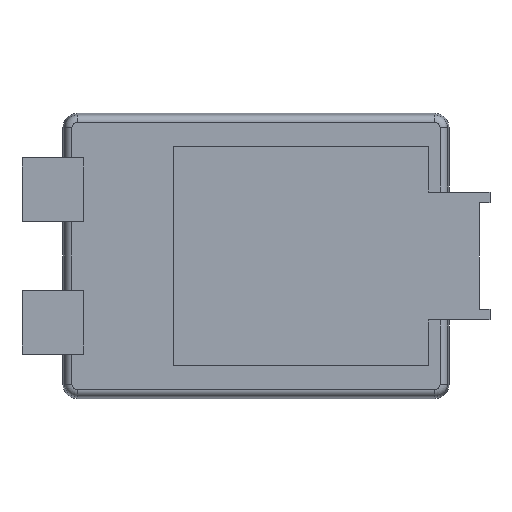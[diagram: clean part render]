
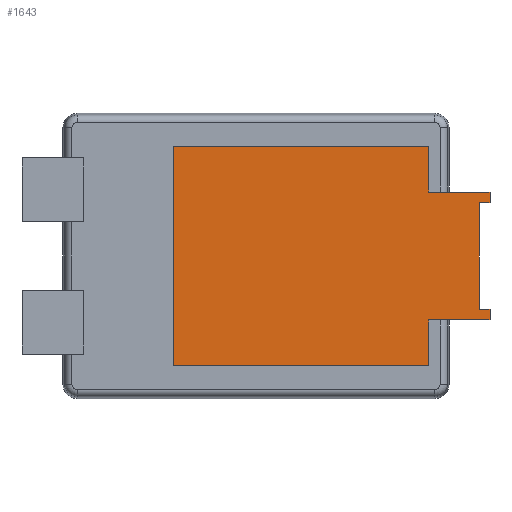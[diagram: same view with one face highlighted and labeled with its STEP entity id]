
A CAD part, front view. The second image highlights one B-rep face of the part: STEP entity #1643.
In plain terms, the highlighted planar face has unit normal (0, -1, 0).
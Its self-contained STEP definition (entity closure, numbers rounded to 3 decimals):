
#20 = EDGE_CURVE ( 'NONE', #832, #2049, #3344, .T. ) ;
#51 = LINE ( 'NONE', #2946, #1555 ) ;
#115 = ORIENTED_EDGE ( 'NONE', *, *, #2116, .T. ) ;
#126 = LINE ( 'NONE', #2252, #3094 ) ;
#145 = VERTEX_POINT ( 'NONE', #2423 ) ;
#209 = ORIENTED_EDGE ( 'NONE', *, *, #2400, .T. ) ;
#243 = CARTESIAN_POINT ( 'NONE',  ( 3.255, 0., -0.89 ) ) ;
#302 = VERTEX_POINT ( 'NONE', #2347 ) ;
#413 = EDGE_CURVE ( 'NONE', #145, #1597, #2695, .T. ) ;
#481 = DIRECTION ( 'NONE',  ( 0., 0., -1. ) ) ;
#576 = CARTESIAN_POINT ( 'NONE',  ( 3.106, 0., -0.741 ) ) ;
#588 = DIRECTION ( 'NONE',  ( 0., 0., 1. ) ) ;
#622 = DIRECTION ( 'NONE',  ( 0., -1., 0. ) ) ;
#689 = ORIENTED_EDGE ( 'NONE', *, *, #2530, .T. ) ;
#717 = LINE ( 'NONE', #1140, #1005 ) ;
#718 = DIRECTION ( 'NONE',  ( 1., 0., 0. ) ) ;
#766 = CARTESIAN_POINT ( 'NONE',  ( -1.144, 0., 1.527 ) ) ;
#823 = EDGE_CURVE ( 'NONE', #1013, #832, #2732, .T. ) ;
#832 = VERTEX_POINT ( 'NONE', #1406 ) ;
#842 = EDGE_CURVE ( 'NONE', #2049, #302, #717, .T. ) ;
#980 = ORIENTED_EDGE ( 'NONE', *, *, #3538, .T. ) ;
#1005 = VECTOR ( 'NONE', #2602, 1000. ) ;
#1013 = VERTEX_POINT ( 'NONE', #243 ) ;
#1048 = EDGE_CURVE ( 'NONE', #302, #3150, #1803, .T. ) ;
#1092 = CARTESIAN_POINT ( 'NONE',  ( 2.405, 0., 1.527 ) ) ;
#1107 = EDGE_CURVE ( 'NONE', #1931, #3722, #126, .T. ) ;
#1113 = ORIENTED_EDGE ( 'NONE', *, *, #2541, .T. ) ;
#1136 = VECTOR ( 'NONE', #1361, 1000. ) ;
#1140 = CARTESIAN_POINT ( 'NONE',  ( 3.106, 0., -0.741 ) ) ;
#1166 = DIRECTION ( 'NONE',  ( 1., 0., 0. ) ) ;
#1343 = LINE ( 'NONE', #2318, #2931 ) ;
#1345 = ORIENTED_EDGE ( 'NONE', *, *, #413, .T. ) ;
#1361 = DIRECTION ( 'NONE',  ( -1., 0., 0. ) ) ;
#1406 = CARTESIAN_POINT ( 'NONE',  ( 3.255, 0., -0.741 ) ) ;
#1425 = EDGE_CURVE ( 'NONE', #2755, #145, #3418, .T. ) ;
#1555 = VECTOR ( 'NONE', #3227, 1000. ) ;
#1582 = DIRECTION ( 'NONE',  ( 0., 0., 1. ) ) ;
#1597 = VERTEX_POINT ( 'NONE', #3624 ) ;
#1643 = ADVANCED_FACE ( 'NONE', ( #2909 ), #3729, .T. ) ;
#1788 = DIRECTION ( 'NONE',  ( -1., 0., 0. ) ) ;
#1803 = LINE ( 'NONE', #3346, #3174 ) ;
#1817 = CARTESIAN_POINT ( 'NONE',  ( 3.255, 0., -0.741 ) ) ;
#1903 = LINE ( 'NONE', #1092, #1136 ) ;
#1931 = VERTEX_POINT ( 'NONE', #3293 ) ;
#1939 = ORIENTED_EDGE ( 'NONE', *, *, #1107, .T. ) ;
#1973 = VERTEX_POINT ( 'NONE', #2495 ) ;
#2049 = VERTEX_POINT ( 'NONE', #576 ) ;
#2116 = EDGE_CURVE ( 'NONE', #3722, #2755, #1903, .T. ) ;
#2140 = ORIENTED_EDGE ( 'NONE', *, *, #842, .T. ) ;
#2252 = CARTESIAN_POINT ( 'NONE',  ( 2.405, 0., 0.89 ) ) ;
#2276 = CARTESIAN_POINT ( 'NONE',  ( 0., 0., 0. ) ) ;
#2290 = VECTOR ( 'NONE', #1788, 1000. ) ;
#2318 = CARTESIAN_POINT ( 'NONE',  ( 2.405, 0., -0.89 ) ) ;
#2347 = CARTESIAN_POINT ( 'NONE',  ( 3.106, 0., 0.741 ) ) ;
#2378 = EDGE_LOOP ( 'NONE', ( #1939, #115, #2419, #1345, #209, #689, #2619, #3316, #2140, #3250, #980, #1113 ) ) ;
#2400 = EDGE_CURVE ( 'NONE', #1597, #1973, #2681, .T. ) ;
#2409 = CARTESIAN_POINT ( 'NONE',  ( 3.255, 0., 0.89 ) ) ;
#2419 = ORIENTED_EDGE ( 'NONE', *, *, #1425, .T. ) ;
#2423 = CARTESIAN_POINT ( 'NONE',  ( -1.144, 0., -1.527 ) ) ;
#2478 = CARTESIAN_POINT ( 'NONE',  ( 2.405, 0., 1.527 ) ) ;
#2495 = CARTESIAN_POINT ( 'NONE',  ( 2.405, 0., -0.89 ) ) ;
#2530 = EDGE_CURVE ( 'NONE', #1973, #1013, #1343, .T. ) ;
#2541 = EDGE_CURVE ( 'NONE', #3641, #1931, #51, .T. ) ;
#2547 = CARTESIAN_POINT ( 'NONE',  ( -1.144, 0., 1.527 ) ) ;
#2602 = DIRECTION ( 'NONE',  ( 0., 0., 1. ) ) ;
#2619 = ORIENTED_EDGE ( 'NONE', *, *, #823, .T. ) ;
#2621 = DIRECTION ( 'NONE',  ( 0., 0., -1. ) ) ;
#2663 = CARTESIAN_POINT ( 'NONE',  ( 3.255, 0., 0.741 ) ) ;
#2681 = LINE ( 'NONE', #2761, #3369 ) ;
#2695 = LINE ( 'NONE', #3577, #3476 ) ;
#2732 = LINE ( 'NONE', #2860, #3040 ) ;
#2755 = VERTEX_POINT ( 'NONE', #2547 ) ;
#2761 = CARTESIAN_POINT ( 'NONE',  ( 2.405, 0., -1.527 ) ) ;
#2790 = DIRECTION ( 'NONE',  ( 0., 0., 1. ) ) ;
#2802 = DIRECTION ( 'NONE',  ( 1., 0., 0. ) ) ;
#2858 = AXIS2_PLACEMENT_3D ( 'NONE', #2276, #622, #2621 ) ;
#2860 = CARTESIAN_POINT ( 'NONE',  ( 3.255, 0., -0.89 ) ) ;
#2909 = FACE_OUTER_BOUND ( 'NONE', #2378, .T. ) ;
#2931 = VECTOR ( 'NONE', #1166, 1000. ) ;
#2946 = CARTESIAN_POINT ( 'NONE',  ( 3.255, 0., 0.89 ) ) ;
#3040 = VECTOR ( 'NONE', #588, 1000. ) ;
#3052 = VECTOR ( 'NONE', #1582, 1000. ) ;
#3094 = VECTOR ( 'NONE', #3439, 1000. ) ;
#3150 = VERTEX_POINT ( 'NONE', #2663 ) ;
#3174 = VECTOR ( 'NONE', #2802, 1000. ) ;
#3227 = DIRECTION ( 'NONE',  ( -1., 0., 0. ) ) ;
#3250 = ORIENTED_EDGE ( 'NONE', *, *, #1048, .T. ) ;
#3293 = CARTESIAN_POINT ( 'NONE',  ( 2.405, 0., 0.89 ) ) ;
#3316 = ORIENTED_EDGE ( 'NONE', *, *, #20, .T. ) ;
#3344 = LINE ( 'NONE', #1817, #2290 ) ;
#3346 = CARTESIAN_POINT ( 'NONE',  ( 3.106, 0., 0.741 ) ) ;
#3369 = VECTOR ( 'NONE', #2790, 1000. ) ;
#3418 = LINE ( 'NONE', #766, #3539 ) ;
#3439 = DIRECTION ( 'NONE',  ( 0., 0., 1. ) ) ;
#3476 = VECTOR ( 'NONE', #718, 1000. ) ;
#3507 = LINE ( 'NONE', #3575, #3052 ) ;
#3538 = EDGE_CURVE ( 'NONE', #3150, #3641, #3507, .T. ) ;
#3539 = VECTOR ( 'NONE', #481, 1000. ) ;
#3575 = CARTESIAN_POINT ( 'NONE',  ( 3.255, 0., 0.741 ) ) ;
#3577 = CARTESIAN_POINT ( 'NONE',  ( -1.144, 0., -1.527 ) ) ;
#3624 = CARTESIAN_POINT ( 'NONE',  ( 2.405, 0., -1.527 ) ) ;
#3641 = VERTEX_POINT ( 'NONE', #2409 ) ;
#3722 = VERTEX_POINT ( 'NONE', #2478 ) ;
#3729 = PLANE ( 'NONE',  #2858 ) ;
